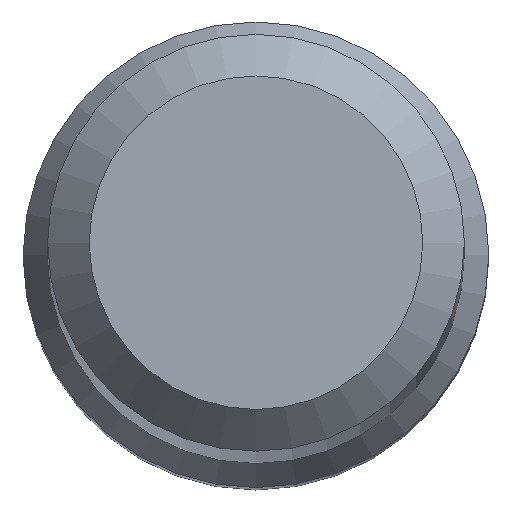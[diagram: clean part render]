
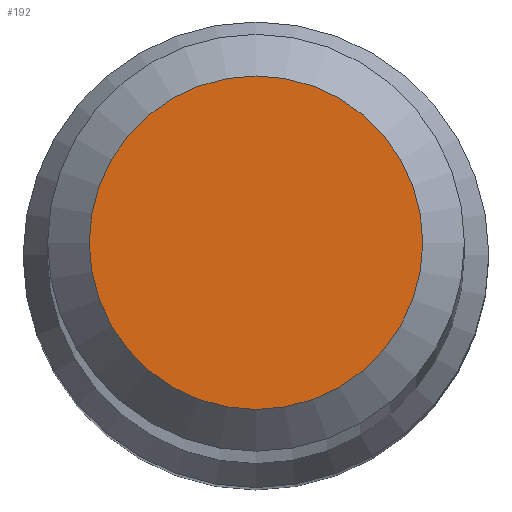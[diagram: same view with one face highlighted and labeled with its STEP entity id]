
A CAD part, top view. The second image highlights one B-rep face of the part: STEP entity #192.
In plain terms, the highlighted planar face has unit normal (0, 0, 1).
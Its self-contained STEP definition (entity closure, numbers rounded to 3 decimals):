
#1 = PLANE ( 'NONE',  #129 ) ;
#28 = VERTEX_POINT ( 'NONE', #92 ) ;
#39 = AXIS2_PLACEMENT_3D ( 'NONE', #236, #123, #206 ) ;
#52 = EDGE_CURVE ( 'NONE', #28, #28, #169, .T. ) ;
#92 = CARTESIAN_POINT ( 'NONE',  ( 0., 1.6, 80. ) ) ;
#122 = DIRECTION ( 'NONE',  ( 0., -1., 0. ) ) ;
#123 = DIRECTION ( 'NONE',  ( 0., 0., -1. ) ) ;
#129 = AXIS2_PLACEMENT_3D ( 'NONE', #229, #162, #122 ) ;
#157 = FACE_OUTER_BOUND ( 'NONE', #185, .T. ) ;
#162 = DIRECTION ( 'NONE',  ( 0., 0., 1. ) ) ;
#169 = CIRCLE ( 'NONE', #39, 1.6 ) ;
#185 = EDGE_LOOP ( 'NONE', ( #208 ) ) ;
#192 = ADVANCED_FACE ( 'NONE', ( #157 ), #1, .T. ) ;
#206 = DIRECTION ( 'NONE',  ( 0., 1., 0. ) ) ;
#208 = ORIENTED_EDGE ( 'NONE', *, *, #52, .F. ) ;
#229 = CARTESIAN_POINT ( 'NONE',  ( 0., 0., 80. ) ) ;
#236 = CARTESIAN_POINT ( 'NONE',  ( 0., 0., 80. ) ) ;
